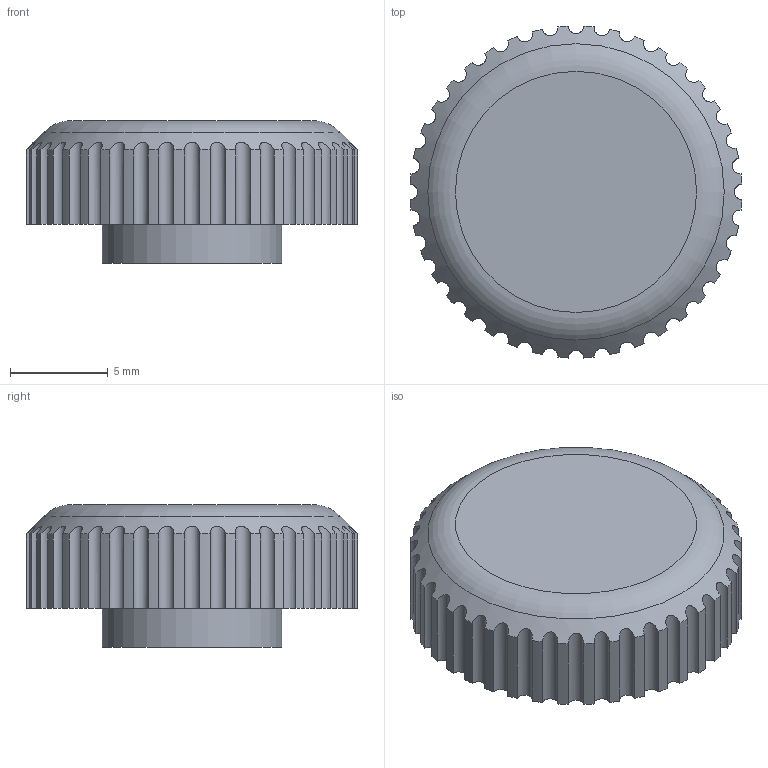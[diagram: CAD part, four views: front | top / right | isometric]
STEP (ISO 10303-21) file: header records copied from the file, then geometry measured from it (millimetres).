
FILE_DESCRIPTION(/* description */ (''),/* implementation_level */ '2;1');
FILE_NAME(/* name */ 'EC12_lowpro.step',/* time_stamp */ '2025-07-05T03:57:18+09:00',/* author */ (''),/* organization */ (''),/* preprocessor_version */ 'ST-DEVELOPER v20.1',/* originating_system */ 'Autodesk Translation Framework v14.10.0.0',/* authorisation */ '');
FILE_SCHEMA (('AUTOMOTIVE_DESIGN { 1 0 10303 214 3 1 1 }'));
Length unit declared in the file: millimetre
Products named in the file (1): 2025-07-05-03-57-18-076
Bounding box: 16.98 x 16.98 x 7.3 mm (x, y, z)
Volume: 1161.2 mm3; surface area: 858 mm2
Topology: 1 solids, 1 shells, 96 faces, 275 edges, 183 vertices
Faces by surface type: cylinder 82, plane 12, torus 1, cone 1
Full cylindrical faces by diameter (mm): 9.2 x1
Entity records: 4037 total; most frequent: CARTESIAN_POINT 1436, DIRECTION 555, ORIENTED_EDGE 550, EDGE_CURVE 275, AXIS2_PLACEMENT_3D 224, VERTEX_POINT 183, CIRCLE 127, LINE 107
